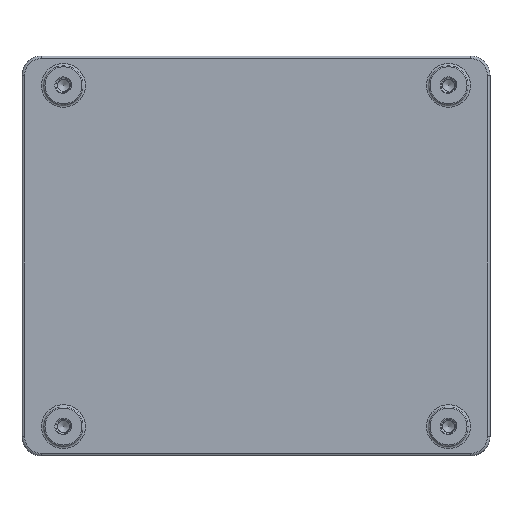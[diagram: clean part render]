
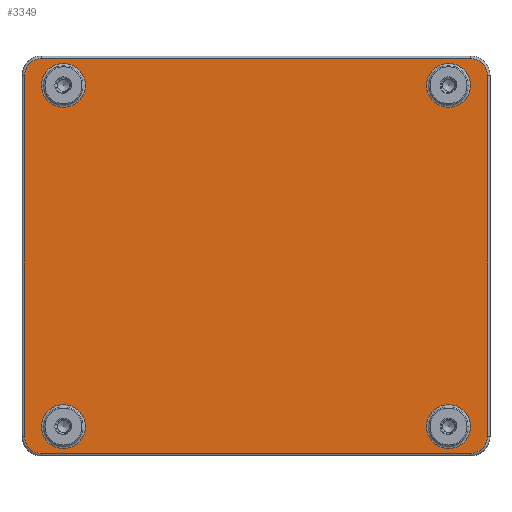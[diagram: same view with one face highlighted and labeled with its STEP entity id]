
A CAD part, top view. The second image highlights one B-rep face of the part: STEP entity #3349.
In plain terms, the highlighted planar face has unit normal (0, 0, 1).
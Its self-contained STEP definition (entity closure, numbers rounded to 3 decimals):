
#43=FACE_BOUND('',#444,.T.);
#44=FACE_BOUND('',#445,.T.);
#45=FACE_BOUND('',#446,.T.);
#46=FACE_BOUND('',#447,.T.);
#56=PLANE('',#3618);
#249=FACE_OUTER_BOUND('',#443,.T.);
#443=EDGE_LOOP('',(#2821,#2822,#2823,#2824,#2825,#2826,#2827,#2828));
#444=EDGE_LOOP('',(#2829));
#445=EDGE_LOOP('',(#2830));
#446=EDGE_LOOP('',(#2831));
#447=EDGE_LOOP('',(#2832));
#537=CIRCLE('',#3596,3.5);
#540=CIRCLE('',#3601,3.5);
#544=CIRCLE('',#3607,3.5);
#548=CIRCLE('',#3613,3.5);
#549=CIRCLE('',#3619,4.5);
#550=CIRCLE('',#3620,4.5);
#551=CIRCLE('',#3621,4.5);
#552=CIRCLE('',#3622,4.5);
#984=LINE('',#11238,#1124);
#986=LINE('',#11250,#1126);
#988=LINE('',#11260,#1128);
#989=LINE('',#11266,#1129);
#1124=VECTOR('',#4206,10.);
#1126=VECTOR('',#4220,10.);
#1128=VECTOR('',#4234,10.);
#1129=VECTOR('',#4243,10.);
#1458=VERTEX_POINT('',#11229);
#1459=VERTEX_POINT('',#11231);
#1461=VERTEX_POINT('',#11236);
#1463=VERTEX_POINT('',#11242);
#1465=VERTEX_POINT('',#11248);
#1466=VERTEX_POINT('',#11253);
#1467=VERTEX_POINT('',#11258);
#1468=VERTEX_POINT('',#11262);
#1469=VERTEX_POINT('',#11274);
#1470=VERTEX_POINT('',#11276);
#1471=VERTEX_POINT('',#11278);
#1472=VERTEX_POINT('',#11280);
#1952=EDGE_CURVE('',#1459,#1458,#537,.T.);
#1954=EDGE_CURVE('',#1461,#1459,#984,.T.);
#1957=EDGE_CURVE('',#1463,#1461,#540,.T.);
#1960=EDGE_CURVE('',#1465,#1463,#986,.T.);
#1963=EDGE_CURVE('',#1466,#1465,#544,.T.);
#1966=EDGE_CURVE('',#1467,#1466,#988,.T.);
#1968=EDGE_CURVE('',#1468,#1467,#548,.T.);
#1969=EDGE_CURVE('',#1458,#1468,#989,.T.);
#1973=EDGE_CURVE('',#1469,#1469,#549,.T.);
#1974=EDGE_CURVE('',#1470,#1470,#550,.T.);
#1975=EDGE_CURVE('',#1471,#1471,#551,.T.);
#1976=EDGE_CURVE('',#1472,#1472,#552,.T.);
#2821=ORIENTED_EDGE('',*,*,#1952,.F.);
#2822=ORIENTED_EDGE('',*,*,#1954,.F.);
#2823=ORIENTED_EDGE('',*,*,#1957,.F.);
#2824=ORIENTED_EDGE('',*,*,#1960,.F.);
#2825=ORIENTED_EDGE('',*,*,#1963,.F.);
#2826=ORIENTED_EDGE('',*,*,#1966,.F.);
#2827=ORIENTED_EDGE('',*,*,#1968,.F.);
#2828=ORIENTED_EDGE('',*,*,#1969,.F.);
#2829=ORIENTED_EDGE('',*,*,#1973,.F.);
#2830=ORIENTED_EDGE('',*,*,#1974,.F.);
#2831=ORIENTED_EDGE('',*,*,#1975,.F.);
#2832=ORIENTED_EDGE('',*,*,#1976,.F.);
#3349=ADVANCED_FACE('',(#249,#43,#44,#45,#46),#56,.T.);
#3596=AXIS2_PLACEMENT_3D('',#11233,#4200,#4201);
#3601=AXIS2_PLACEMENT_3D('',#11244,#4212,#4213);
#3607=AXIS2_PLACEMENT_3D('',#11255,#4226,#4227);
#3613=AXIS2_PLACEMENT_3D('',#11264,#4239,#4240);
#3618=AXIS2_PLACEMENT_3D('',#11273,#4253,#4254);
#3619=AXIS2_PLACEMENT_3D('',#11275,#4255,#4256);
#3620=AXIS2_PLACEMENT_3D('',#11277,#4257,#4258);
#3621=AXIS2_PLACEMENT_3D('',#11279,#4259,#4260);
#3622=AXIS2_PLACEMENT_3D('',#11281,#4261,#4262);
#4200=DIRECTION('center_axis',(0.,0.,-1.));
#4201=DIRECTION('ref_axis',(0.707,-0.707,0.));
#4206=DIRECTION('',(0.,-1.,0.));
#4212=DIRECTION('center_axis',(0.,0.,-1.));
#4213=DIRECTION('ref_axis',(0.707,0.707,0.));
#4220=DIRECTION('',(1.,0.,0.));
#4226=DIRECTION('center_axis',(0.,0.,-1.));
#4227=DIRECTION('ref_axis',(-0.707,0.707,0.));
#4234=DIRECTION('',(0.,1.,0.));
#4239=DIRECTION('center_axis',(0.,0.,-1.));
#4240=DIRECTION('ref_axis',(-0.707,-0.707,0.));
#4243=DIRECTION('',(-1.,0.,0.));
#4253=DIRECTION('center_axis',(0.,0.,1.));
#4254=DIRECTION('ref_axis',(-1.,0.,0.));
#4255=DIRECTION('center_axis',(0.,0.,1.));
#4256=DIRECTION('ref_axis',(-1.,0.,0.));
#4257=DIRECTION('center_axis',(0.,0.,1.));
#4258=DIRECTION('ref_axis',(-1.,0.,0.));
#4259=DIRECTION('center_axis',(0.,0.,1.));
#4260=DIRECTION('ref_axis',(-1.,0.,0.));
#4261=DIRECTION('center_axis',(0.,0.,1.));
#4262=DIRECTION('ref_axis',(-1.,0.,0.));
#11229=CARTESIAN_POINT('',(44.,-40.5,6.));
#11231=CARTESIAN_POINT('',(47.5,-37.,6.));
#11233=CARTESIAN_POINT('Origin',(44.,-37.,6.));
#11236=CARTESIAN_POINT('',(47.5,37.,6.));
#11238=CARTESIAN_POINT('',(47.5,-18.5,6.));
#11242=CARTESIAN_POINT('',(44.,40.5,6.));
#11244=CARTESIAN_POINT('Origin',(44.,37.,6.));
#11248=CARTESIAN_POINT('',(-44.,40.5,6.));
#11250=CARTESIAN_POINT('',(22.,40.5,6.));
#11253=CARTESIAN_POINT('',(-47.5,37.,6.));
#11255=CARTESIAN_POINT('Origin',(-44.,37.,6.));
#11258=CARTESIAN_POINT('',(-47.5,-37.,6.));
#11260=CARTESIAN_POINT('',(-47.5,18.5,6.));
#11262=CARTESIAN_POINT('',(-44.,-40.5,6.));
#11264=CARTESIAN_POINT('Origin',(-44.,-37.,6.));
#11266=CARTESIAN_POINT('',(-22.,-40.5,6.));
#11273=CARTESIAN_POINT('Origin',(0.,0.,6.));
#11274=CARTESIAN_POINT('',(-44.,-35.,6.));
#11275=CARTESIAN_POINT('Origin',(-39.5,-35.,6.));
#11276=CARTESIAN_POINT('',(35.,35.,6.));
#11277=CARTESIAN_POINT('Origin',(39.5,35.,6.));
#11278=CARTESIAN_POINT('',(35.,-35.,6.));
#11279=CARTESIAN_POINT('Origin',(39.5,-35.,6.));
#11280=CARTESIAN_POINT('',(-44.,35.,6.));
#11281=CARTESIAN_POINT('Origin',(-39.5,35.,6.));
